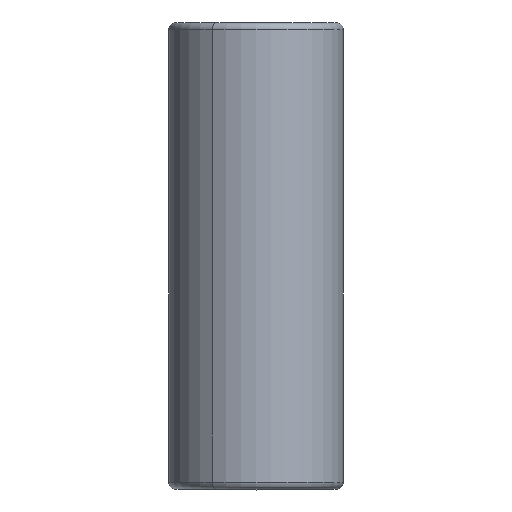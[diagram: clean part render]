
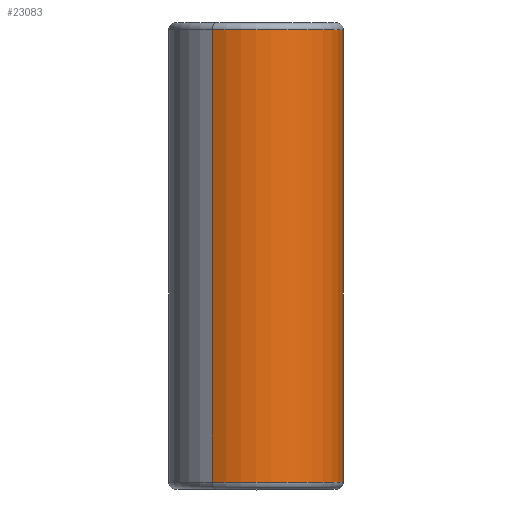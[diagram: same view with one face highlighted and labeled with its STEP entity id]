
A CAD part, top view. The second image highlights one B-rep face of the part: STEP entity #23083.
In plain terms, the highlighted cylindrical face has radius 6.25 mm (diameter 12.5 mm), a partial arc.
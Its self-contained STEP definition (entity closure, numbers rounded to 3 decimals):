
#2347=CARTESIAN_POINT('',(0.,17.2,0.));
#2348=DIRECTION('',(0.,-1.,0.));
#2349=DIRECTION('',(0.5,0.,-0.866));
#2350=AXIS2_PLACEMENT_3D('',#2347,#2348,#2349);
#2352=CARTESIAN_POINT('',(0.,-15.15,0.));
#2353=DIRECTION('',(0.,-1.,0.));
#2354=DIRECTION('',(0.5,0.,-0.866));
#2355=AXIS2_PLACEMENT_3D('',#2352,#2353,#2354);
#2357=DIRECTION('',(0.,1.,0.));
#2358=VECTOR('',#2357,32.35);
#2359=CARTESIAN_POINT('',(3.125,-15.15,-5.413));
#2360=LINE('',#2359,#2358);
#2361=DIRECTION('',(0.,1.,0.));
#2362=VECTOR('',#2361,32.35);
#2363=CARTESIAN_POINT('',(-3.125,-15.15,5.413));
#2364=LINE('',#2363,#2362);
#18910=CARTESIAN_POINT('',(3.125,-15.15,-5.413));
#18912=VERTEX_POINT('',#18910);
#18913=CARTESIAN_POINT('',(3.125,17.2,-5.413));
#18914=VERTEX_POINT('',#18913);
#18918=CARTESIAN_POINT('',(-3.125,-15.15,5.413));
#18920=VERTEX_POINT('',#18918);
#18921=CARTESIAN_POINT('',(-3.125,17.2,5.413));
#18922=VERTEX_POINT('',#18921);
#23069=CARTESIAN_POINT('',(0.,19.368,0.));
#23070=DIRECTION('',(0.,-1.,0.));
#23071=DIRECTION('',(-0.5,0.,0.866));
#23072=AXIS2_PLACEMENT_3D('',#23069,#23070,#23071);
#23073=CYLINDRICAL_SURFACE('',#23072,6.25);
#23075=ORIENTED_EDGE('',*,*,#23074,.F.);
#23077=ORIENTED_EDGE('',*,*,#23076,.T.);
#23079=ORIENTED_EDGE('',*,*,#23078,.T.);
#23080=ORIENTED_EDGE('',*,*,#23062,.F.);
#23081=EDGE_LOOP('',(#23075,#23077,#23079,#23080));
#23082=FACE_OUTER_BOUND('',#23081,.F.);
#23083=ADVANCED_FACE('',(#23082),#23073,.T.);
#2351=CIRCLE('',#2350,6.25);
#2356=CIRCLE('',#2355,6.25);
#23062=EDGE_CURVE('',#18914,#18922,#2351,.T.);
#23074=EDGE_CURVE('',#18912,#18914,#2360,.T.);
#23076=EDGE_CURVE('',#18912,#18920,#2356,.T.);
#23078=EDGE_CURVE('',#18920,#18922,#2364,.T.);
